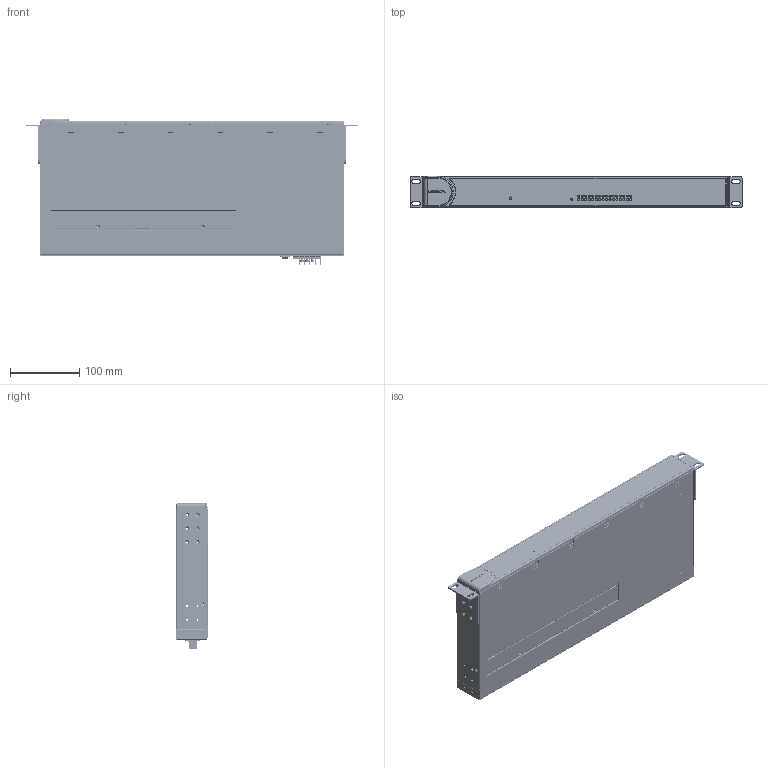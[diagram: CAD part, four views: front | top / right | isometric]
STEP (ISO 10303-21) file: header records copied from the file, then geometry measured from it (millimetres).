
FILE_DESCRIPTION((''),'2;1');
FILE_NAME('3D_NPORT5650-8-HV','2025-04-21T14:42:40',('MindyMC_Chen'),('PTC'),'CREO PARAMETRIC BY PTC INC, 2023294','CREO PARAMETRIC BY PTC INC, 2023294','');
FILE_SCHEMA(('AUTOMOTIVE_DESIGN { 1 0 10303 214 1 1 1 1 }'));
Products named in the file (1): 3D_NPORT5650-8-HV
Bounding box: 480 x 46 x 211.85 mm (x, y, z)
Surface area: 778423.7 mm2 (no closed solid volume)
Topology: 0 solids, 144 shells, 5436 faces, 13448 edges, 8326 vertices
Faces by surface type: plane 3433, cylinder 1727, cone 123, bspline 76, torus 62, extrusion 15
Entity records: 197795 total; most frequent: CARTESIAN_POINT 30559, DIRECTION 27349, ORIENTED_EDGE 26820, EDGE_CURVE 13410, VECTOR 9465, LINE 9450, AXIS2_PLACEMENT_3D 8942, VERTEX_POINT 8288
